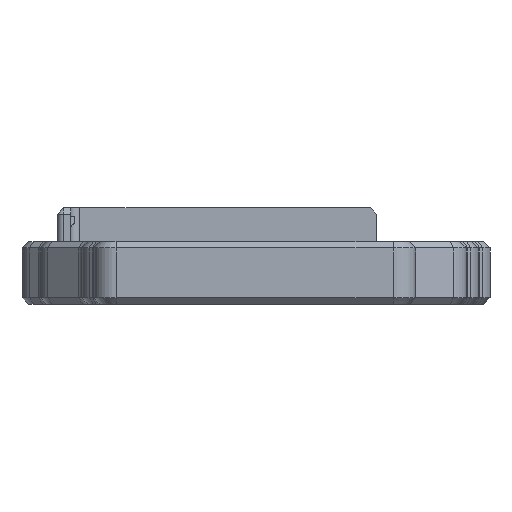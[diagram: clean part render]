
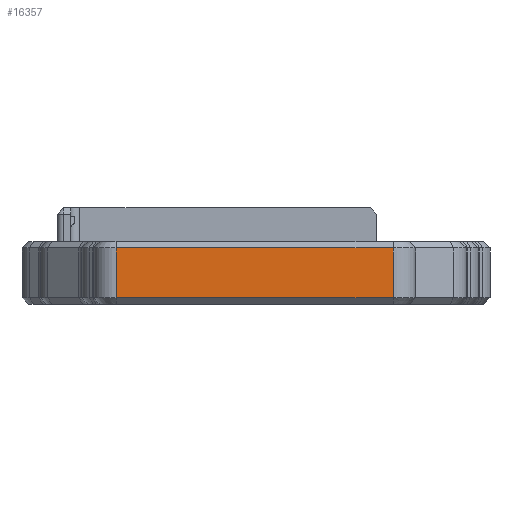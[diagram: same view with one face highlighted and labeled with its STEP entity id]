
A CAD part, left-side view. The second image highlights one B-rep face of the part: STEP entity #16357.
In plain terms, the highlighted planar face has unit normal (-1, 0, 0).
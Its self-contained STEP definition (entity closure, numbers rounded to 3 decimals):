
#328=PLANE('',#17471);
#907=FACE_OUTER_BOUND('',#1893,.T.);
#1893=EDGE_LOOP('',(#11585,#11586,#11587,#11588));
#2929=LINE('',#24551,#4583);
#2973=LINE('',#24683,#4627);
#3045=LINE('',#24901,#4699);
#3075=LINE('',#24981,#4729);
#4583=VECTOR('',#19328,10.);
#4627=VECTOR('',#19462,10.);
#4699=VECTOR('',#19692,10.);
#4729=VECTOR('',#19784,10.);
#7039=VERTEX_POINT('',#24544);
#7041=VERTEX_POINT('',#24550);
#7084=VERTEX_POINT('',#24681);
#7149=VERTEX_POINT('',#24892);
#8658=EDGE_CURVE('',#7039,#7041,#2929,.T.);
#8725=EDGE_CURVE('',#7039,#7084,#2973,.T.);
#8834=EDGE_CURVE('',#7149,#7084,#3045,.T.);
#8874=EDGE_CURVE('',#7041,#7149,#3075,.T.);
#11585=ORIENTED_EDGE('',*,*,#8658,.F.);
#11586=ORIENTED_EDGE('',*,*,#8725,.T.);
#11587=ORIENTED_EDGE('',*,*,#8834,.F.);
#11588=ORIENTED_EDGE('',*,*,#8874,.F.);
#16357=ADVANCED_FACE('',(#907),#328,.T.);
#17471=AXIS2_PLACEMENT_3D('',#24980,#19782,#19783);
#19328=DIRECTION('',(0.,1.,0.));
#19462=DIRECTION('',(0.,0.,1.));
#19692=DIRECTION('',(0.,-1.,0.));
#19782=DIRECTION('center_axis',(-1.,0.,0.));
#19783=DIRECTION('ref_axis',(0.,-1.,0.));
#19784=DIRECTION('',(0.,0.,1.));
#24544=CARTESIAN_POINT('',(-142.42,16.293,1.2));
#24550=CARTESIAN_POINT('',(-142.42,69.493,1.2));
#24551=CARTESIAN_POINT('',(-142.42,56.068,1.2));
#24681=CARTESIAN_POINT('',(-142.42,16.293,10.8));
#24683=CARTESIAN_POINT('',(-142.42,16.293,0.));
#24892=CARTESIAN_POINT('',(-142.42,69.493,10.8));
#24901=CARTESIAN_POINT('',(-142.42,56.068,10.8));
#24980=CARTESIAN_POINT('Origin',(-142.42,69.493,0.));
#24981=CARTESIAN_POINT('',(-142.42,69.493,0.));
